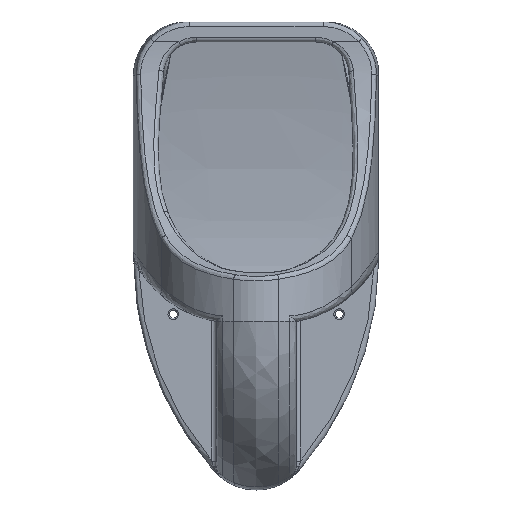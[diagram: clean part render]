
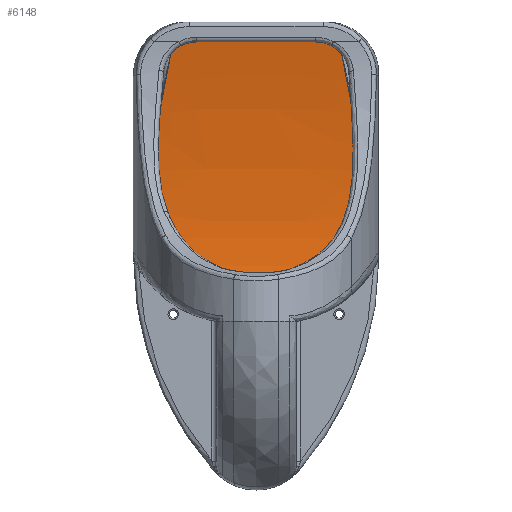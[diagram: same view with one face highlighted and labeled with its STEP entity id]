
A CAD part, front view. The second image highlights one B-rep face of the part: STEP entity #6148.
In plain terms, the highlighted free-form (B-spline) face has degree [3, 3] with [4, 4] control points.
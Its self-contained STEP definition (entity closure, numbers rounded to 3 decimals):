
#3322=CARTESIAN_POINT('',(-15.,-87.,470.0));
#3323=VERTEX_POINT('',#3322);
#3352=CARTESIAN_POINT('',(15.,-87.0,470.0));
#3353=VERTEX_POINT('',#3352);
#3354=CARTESIAN_POINT('',(-15.,-87.,470.0));
#3355=DIRECTION('',(1.0,0.0,0.0));
#3356=VECTOR('',#3355,30.);
#3357=LINE('',#3354,#3356);
#3358=EDGE_CURVE('',#3323,#3353,#3357,.T.);
#5644=CARTESIAN_POINT('',(-89.845,-70.,30.0));
#5645=VERTEX_POINT('',#5644);
#5653=CARTESIAN_POINT('',(-128.394,-67.08,47.578));
#5654=VERTEX_POINT('',#5653);
#5655=CARTESIAN_POINT('',(-128.394,-67.08,47.578));
#5656=CARTESIAN_POINT('',(-128.326,-67.092,47.5));
#5657=CARTESIAN_POINT('',(-128.258,-67.105,47.421));
#5658=CARTESIAN_POINT('',(-127.088,-67.32,46.096));
#5659=CARTESIAN_POINT('',(-125.927,-67.515,44.902));
#5660=CARTESIAN_POINT('',(-119.838,-68.445,39.226));
#5661=CARTESIAN_POINT('',(-114.114,-69.042,35.663));
#5662=CARTESIAN_POINT('',(-102.108,-69.808,31.125));
#5663=CARTESIAN_POINT('',(-96.003,-70.,30.));
#5664=CARTESIAN_POINT('',(-89.845,-70.,30.0));
#5665=B_SPLINE_CURVE_WITH_KNOTS('',3,(#5655,#5656,#5657,#5658,#5659,#5660,#5661,#5662,#5663,#5664),.UNSPECIFIED.,.F.,.U.,(4,2,2,2,4),(0.0,0.031,0.534,2.544,4.392),.UNSPECIFIED.);
#5666=EDGE_CURVE('',#5654,#5645,#5665,.T.);
#5710=CARTESIAN_POINT('',(90.147,-70.,30.0));
#5711=VERTEX_POINT('',#5710);
#5719=CARTESIAN_POINT('',(-89.845,-70.,30.0));
#5720=DIRECTION('',(1.0,0.0,0.0));
#5721=VECTOR('',#5720,179.992);
#5722=LINE('',#5719,#5721);
#5723=EDGE_CURVE('',#5645,#5711,#5722,.T.);
#5822=CARTESIAN_POINT('',(128.52,-67.094,47.492));
#5823=VERTEX_POINT('',#5822);
#5849=CARTESIAN_POINT('',(90.147,-70.,30.));
#5850=CARTESIAN_POINT('',(96.639,-70.,30.));
#5851=CARTESIAN_POINT('',(103.065,-69.786,31.254));
#5852=CARTESIAN_POINT('',(112.806,-69.126,35.172));
#5853=CARTESIAN_POINT('',(116.341,-68.801,37.105));
#5854=CARTESIAN_POINT('',(121.246,-68.223,40.59));
#5855=CARTESIAN_POINT('',(122.813,-68.015,41.849));
#5856=CARTESIAN_POINT('',(125.046,-67.684,43.87));
#5857=CARTESIAN_POINT('',(125.77,-67.57,44.565));
#5858=CARTESIAN_POINT('',(126.825,-67.395,45.64));
#5859=CARTESIAN_POINT('',(127.172,-67.335,46.003));
#5860=CARTESIAN_POINT('',(127.684,-67.246,46.556));
#5861=CARTESIAN_POINT('',(127.853,-67.215,46.742));
#5862=CARTESIAN_POINT('',(128.104,-67.17,47.022));
#5863=CARTESIAN_POINT('',(128.188,-67.155,47.115));
#5864=CARTESIAN_POINT('',(128.354,-67.124,47.303));
#5865=CARTESIAN_POINT('',(128.437,-67.109,47.398));
#5866=CARTESIAN_POINT('',(128.52,-67.094,47.492));
#5867=B_SPLINE_CURVE_WITH_KNOTS('',3,(#5849,#5850,#5851,#5852,#5853,#5854,#5855,#5856,#5857,#5858,#5859,#5860,#5861,#5862,#5863,#5864,#5865,#5866),.UNSPECIFIED.,.F.,.U.,(4,2,2,2,2,2,2,2,4),(0.0,1.948,3.155,3.761,4.064,4.215,4.291,4.329,4.367),.UNSPECIFIED.);
#5868=EDGE_CURVE('',#5711,#5823,#5867,.T.);
#6090=CARTESIAN_POINT('',(-128.394,-67.08,47.578));
#6091=CARTESIAN_POINT('',(-180.177,-33.953,251.972));
#6092=CARTESIAN_POINT('',(-142.378,-40.593,392.779));
#6093=CARTESIAN_POINT('',(-15.,-87.,470.0));
#6094=B_SPLINE_CURVE_WITH_KNOTS('',3,(#6090,#6091,#6092,#6093),.UNSPECIFIED.,.F.,.U.,(4,4),(0.028,1.0),.UNSPECIFIED.);
#6095=EDGE_CURVE('',#5654,#3323,#6094,.T.);
#6117=CARTESIAN_POINT('',(-123.763,-70.,30.0));
#6118=CARTESIAN_POINT('',(-120.1,-70.,30.0));
#6119=CARTESIAN_POINT('',(120.262,-70.,30.0));
#6120=CARTESIAN_POINT('',(123.931,-70.,30.0));
#6121=CARTESIAN_POINT('',(-182.252,-33.607,243.918));
#6122=CARTESIAN_POINT('',(-190.962,-33.607,243.918));
#6123=CARTESIAN_POINT('',(190.861,-33.607,243.918));
#6124=CARTESIAN_POINT('',(182.161,-33.607,243.918));
#6125=CARTESIAN_POINT('',(-145.998,-39.274,390.585));
#6126=CARTESIAN_POINT('',(-153.311,-39.274,390.585));
#6127=CARTESIAN_POINT('',(153.156,-39.274,390.585));
#6128=CARTESIAN_POINT('',(145.851,-39.274,390.585));
#6129=CARTESIAN_POINT('',(-15.,-87.,470.0));
#6130=CARTESIAN_POINT('',(-7.146,-87.,470.0));
#6131=CARTESIAN_POINT('',(7.146,-87.,470.0));
#6132=CARTESIAN_POINT('',(15.,-87.,470.0));
#6133=QUASI_UNIFORM_SURFACE('',3,3,((#6117,#6121,#6125,#6129),(#6118,#6122,#6126,#6130),(#6119,#6123,#6127,#6131),(#6120,#6124,#6128,#6132)),.UNSPECIFIED.,.F.,.F.,.U.);
#6134=ORIENTED_EDGE('',*,*,#5666,.T.);
#6135=ORIENTED_EDGE('',*,*,#5723,.T.);
#6136=ORIENTED_EDGE('',*,*,#5868,.T.);
#6137=CARTESIAN_POINT('',(128.52,-67.094,47.492));
#6138=CARTESIAN_POINT('',(180.093,-33.951,251.932));
#6139=CARTESIAN_POINT('',(142.253,-40.586,392.768));
#6140=CARTESIAN_POINT('',(15.,-87.0,470.0));
#6141=B_SPLINE_CURVE_WITH_KNOTS('',3,(#6137,#6138,#6139,#6140),.UNSPECIFIED.,.F.,.U.,(4,4),(0.027,1.0),.UNSPECIFIED.);
#6142=EDGE_CURVE('',#5823,#3353,#6141,.T.);
#6143=ORIENTED_EDGE('',*,*,#6142,.T.);
#6144=ORIENTED_EDGE('',*,*,#3358,.F.);
#6145=ORIENTED_EDGE('',*,*,#6095,.F.);
#6146=EDGE_LOOP('',(#6134,#6135,#6136,#6143,#6144,#6145));
#6147=FACE_OUTER_BOUND('',#6146,.T.);
#6148=ADVANCED_FACE('',(#6147),#6133,.T.);
